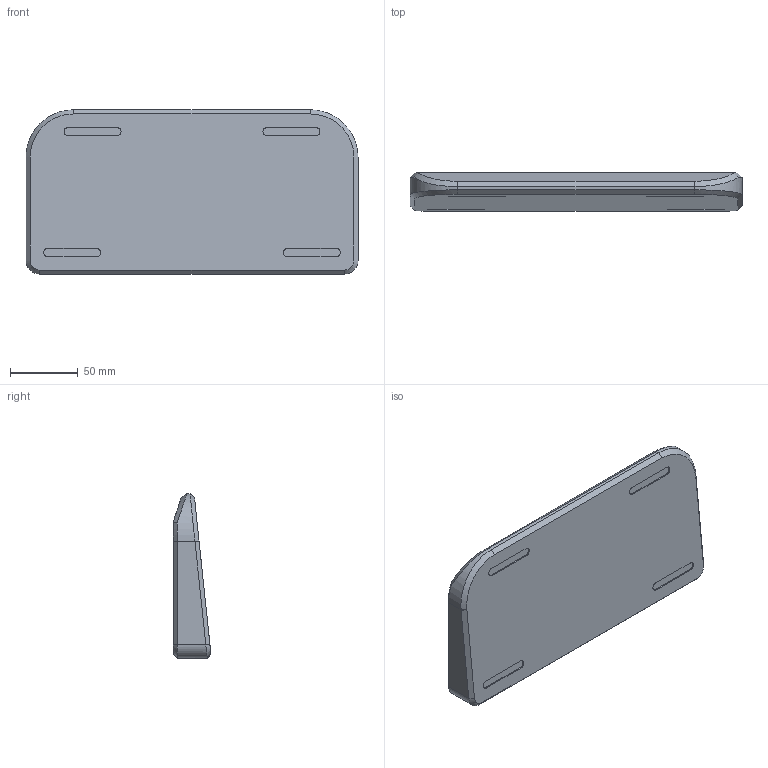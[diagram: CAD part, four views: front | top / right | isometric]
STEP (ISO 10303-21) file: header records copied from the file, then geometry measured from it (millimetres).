
FILE_DESCRIPTION(/* description */ ('','CAx-IF Rec.Pracs.---Representation and Presentation of Product Manufacturing Information (PMI)---4.0---2014-10-13'),/* implementation_level */ '2;1');
FILE_NAME(/* name */ 'snake v9.step',/* time_stamp */ '2025-01-18T19:26:24+01:00',/* author */ (''),/* organization */ (''),/* preprocessor_version */ 'ST-DEVELOPER v20',/* originating_system */ 'Autodesk Translation Framework v13.20.0.188',/* authorisation */ '');
FILE_SCHEMA (('AP242_MANAGED_MODEL_BASED_3D_ENGINEERING_MIM_LF { 1 0 10303 442 1 1 4 }'));
Length unit declared in the file: millimetre
Products named in the file (2): snake; Case 1 piece
Assembly tree (1 placements, depth 2):
  snake
    Case 1 piece
Bounding box: 244.6 x 27.86 x 120.96 mm (x, y, z)
Volume: 298992.4 mm3; surface area: 80489.8 mm2
Topology: 1 solids, 1 shells, 110 faces, 285 edges, 182 vertices
Faces by surface type: plane 50, cylinder 42, bspline 10, cone 8
Entity records: 3648 total; most frequent: CARTESIAN_POINT 898, ORIENTED_EDGE 570, DIRECTION 559, EDGE_CURVE 285, AXIS2_PLACEMENT_3D 193, VERTEX_POINT 182, LINE 173, VECTOR 173
